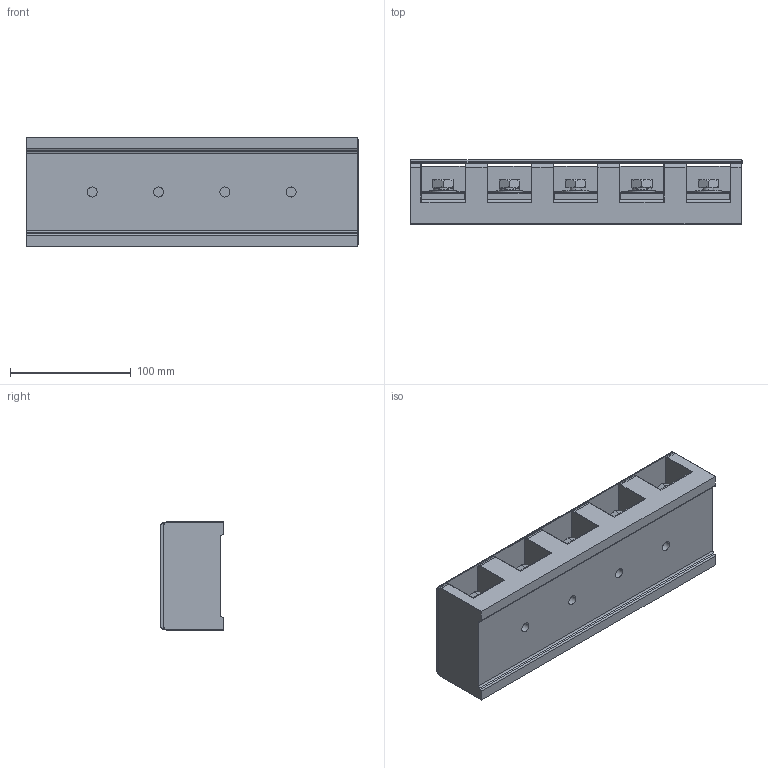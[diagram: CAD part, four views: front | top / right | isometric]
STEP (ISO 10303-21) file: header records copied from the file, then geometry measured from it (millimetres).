
FILE_DESCRIPTION((''),'2;1');
FILE_NAME('UDJ-3005_ASM','2021-02-25T',('Administrator'),(''),'PRO/ENGINEER BY PARAMETRIC TECHNOLOGY CORPORATION, 2013230','PRO/ENGINEER BY PARAMETRIC TECHNOLOGY CORPORATION, 2013230','');
FILE_SCHEMA(('CONFIG_CONTROL_DESIGN'));
Products named in the file (1): UDJ-3005_ASM
Bounding box: 275.5 x 53 x 90 mm (x, y, z)
Volume: 718571.6 mm3; surface area: 249062.6 mm2
Topology: 6 solids, 54 shells, 1464 faces, 3761 edges, 2420 vertices
Faces by surface type: plane 729, cylinder 387, bspline 144, cone 108, torus 72, sphere 20, extrusion 4
Entity records: 56645 total; most frequent: CARTESIAN_POINT 20943, ORIENTED_EDGE 7442, DIRECTION 6448, EDGE_CURVE 3721, VERTEX_POINT 2420, AXIS2_PLACEMENT_3D 2229, VECTOR 1990, LINE 1986
